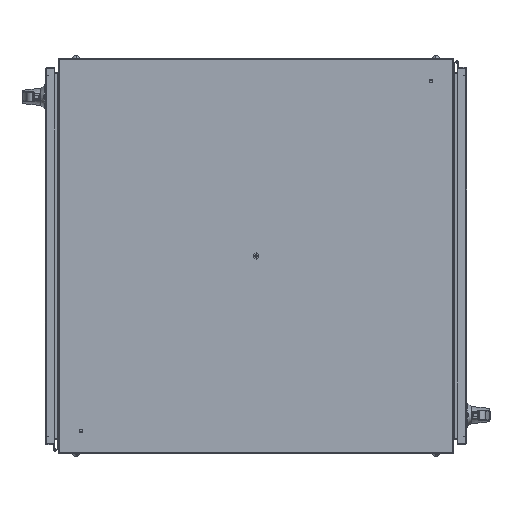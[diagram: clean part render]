
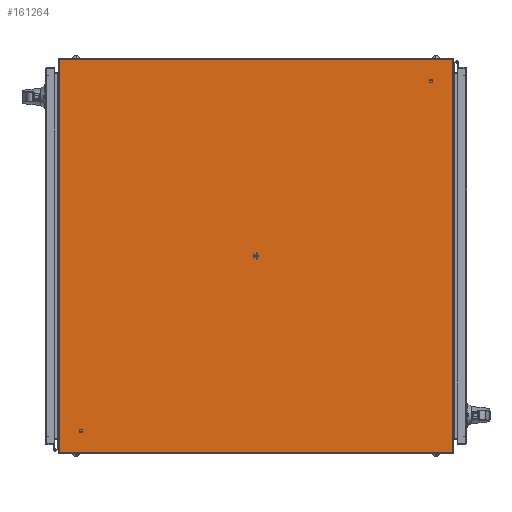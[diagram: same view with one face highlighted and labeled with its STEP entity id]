
A CAD part, front view. The second image highlights one B-rep face of the part: STEP entity #161264.
In plain terms, the highlighted face is planar.
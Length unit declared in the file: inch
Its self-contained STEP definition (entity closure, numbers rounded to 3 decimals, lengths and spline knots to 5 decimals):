
#2281 = FACE_OUTER_BOUND ( 'NONE', #88653, .T. ) ;
#5206 = DIRECTION ( 'NONE',  ( 0., 1., 0. ) ) ;
#6543 = ORIENTED_EDGE ( 'NONE', *, *, #81329, .F. ) ;
#6658 = CARTESIAN_POINT ( 'NONE',  ( 17.935, -17.887, 0. ) ) ;
#12801 = VECTOR ( 'NONE', #122039, 39.37008 ) ;
#14356 = VECTOR ( 'NONE', #155538, 39.37008 ) ;
#16340 = ORIENTED_EDGE ( 'NONE', *, *, #52683, .F. ) ;
#22839 = CARTESIAN_POINT ( 'NONE',  ( -17.935, 17.887, 0. ) ) ;
#35536 = VERTEX_POINT ( 'NONE', #22839 ) ;
#39607 = CARTESIAN_POINT ( 'NONE',  ( 17.935, 18.03, 0. ) ) ;
#46850 = CARTESIAN_POINT ( 'NONE',  ( 17.935, 17.887, 0. ) ) ;
#51499 = PLANE ( 'NONE',  #131072 ) ;
#52683 = EDGE_CURVE ( 'NONE', #143970, #65324, #162172, .T. ) ;
#57757 = CARTESIAN_POINT ( 'NONE',  ( 17.935, 17.887, 0. ) ) ;
#58290 = ORIENTED_EDGE ( 'NONE', *, *, #101232, .F. ) ;
#65324 = VERTEX_POINT ( 'NONE', #190444 ) ;
#65911 = DIRECTION ( 'NONE',  ( 0., 0., 1. ) ) ;
#68485 = LINE ( 'NONE', #39607, #120144 ) ;
#81329 = EDGE_CURVE ( 'NONE', #35536, #143970, #138118, .T. ) ;
#82425 = CARTESIAN_POINT ( 'NONE',  ( 17.935, 18.03, 0. ) ) ;
#82803 = CARTESIAN_POINT ( 'NONE',  ( -17.935, -17.887, 0. ) ) ;
#86420 = ORIENTED_EDGE ( 'NONE', *, *, #169649, .F. ) ;
#88653 = EDGE_LOOP ( 'NONE', ( #58290, #86420, #16340, #6543 ) ) ;
#101232 = EDGE_CURVE ( 'NONE', #168892, #35536, #204000, .T. ) ;
#120144 = VECTOR ( 'NONE', #5206, 39.37008 ) ;
#122039 = DIRECTION ( 'NONE',  ( 0., -1., 0. ) ) ;
#126938 = DIRECTION ( 'NONE',  ( 1., 0., 0. ) ) ;
#131072 = AXIS2_PLACEMENT_3D ( 'NONE', #82425, #65911, #143617 ) ;
#135040 = VECTOR ( 'NONE', #126938, 39.37008 ) ;
#138118 = LINE ( 'NONE', #184757, #12801 ) ;
#143617 = DIRECTION ( 'NONE',  ( 1., 0., 0. ) ) ;
#143970 = VERTEX_POINT ( 'NONE', #82803 ) ;
#155538 = DIRECTION ( 'NONE',  ( -1., 0., 0. ) ) ;
#161264 = ADVANCED_FACE ( 'NONE', ( #2281 ), #51499, .F. ) ;
#162172 = LINE ( 'NONE', #6658, #135040 ) ;
#168892 = VERTEX_POINT ( 'NONE', #57757 ) ;
#169649 = EDGE_CURVE ( 'NONE', #65324, #168892, #68485, .T. ) ;
#184757 = CARTESIAN_POINT ( 'NONE',  ( -17.935, 18.03, 0. ) ) ;
#190444 = CARTESIAN_POINT ( 'NONE',  ( 17.935, -17.887, 0. ) ) ;
#204000 = LINE ( 'NONE', #46850, #14356 ) ;
